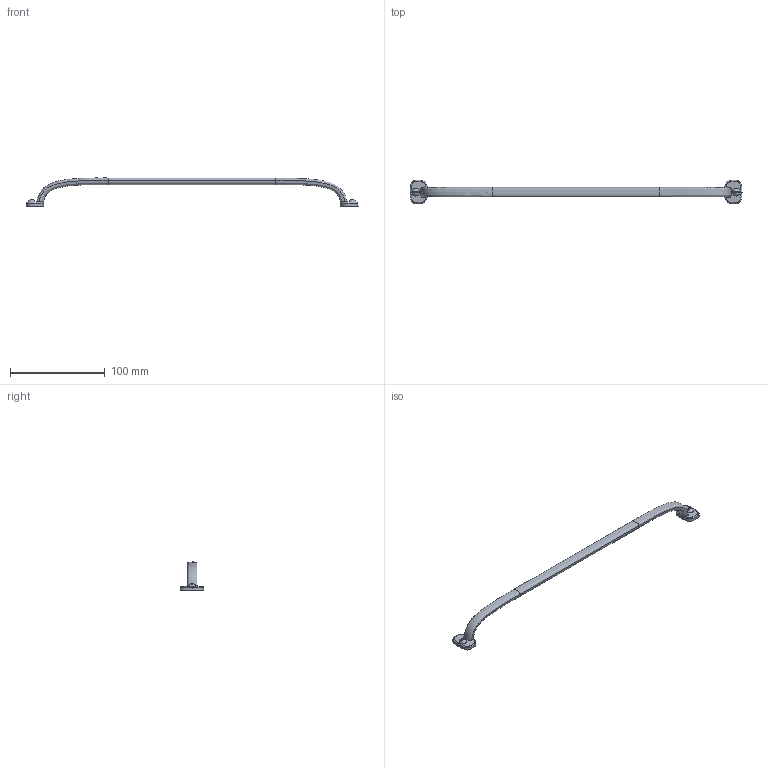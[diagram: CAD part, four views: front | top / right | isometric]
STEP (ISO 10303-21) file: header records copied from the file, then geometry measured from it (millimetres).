
FILE_DESCRIPTION(/* description */ (''),/* implementation_level */ '2;1');
FILE_NAME(/* name */ '0506_320_02.stp',/* time_stamp */ '2023-01-31T08:40:58+01:00',/* author */ ('jferrer'),/* organization */ (''),/* preprocessor_version */ 'ST-DEVELOPER v18.1',/* originating_system */ 'Autodesk Inventor 2022',/* authorisation */ '');
FILE_SCHEMA (('CONFIG_CONTROL_DESIGN'));
Length unit declared in the file: millimetre
Products named in the file (1): 0506_160_02
Bounding box: 349.8 x 24.48 x 29.59 mm (x, y, z)
Volume: 23658.2 mm3; surface area: 12003.8 mm2
Topology: 1 solids, 1 shells, 541 faces, 1498 edges, 986 vertices
Faces by surface type: plane 488, bspline 30, cylinder 17, cone 4, sphere 2
Full cylindrical faces by diameter (mm): 1.572 x1, 1.829 x1, 3.242 x2
Entity records: 19475 total; most frequent: CARTESIAN_POINT 5852, ORIENTED_EDGE 2984, DIRECTION 2502, EDGE_CURVE 1492, LINE 1366, VECTOR 1366, VERTEX_POINT 986, EDGE_LOOP 574
